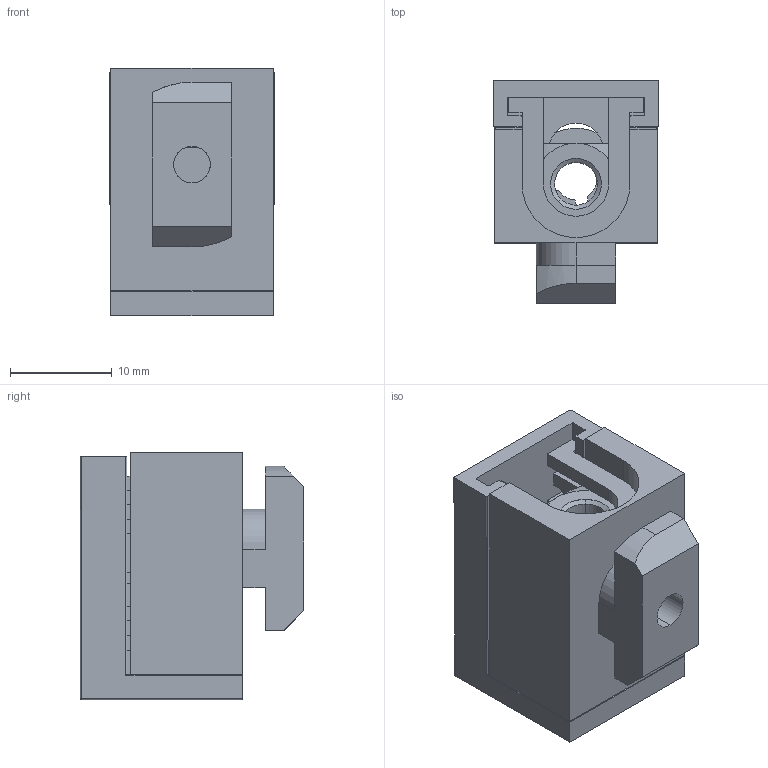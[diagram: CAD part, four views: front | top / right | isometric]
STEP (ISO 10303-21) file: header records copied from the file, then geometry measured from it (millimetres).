
FILE_DESCRIPTION (( 'STEP AP214' ), '1' );
FILE_NAME ('6228122', '2019-01-28T17:05:28', ( '' ), ('JUGARD+KÜNSTNER GmbH'), 'SwSTEP 2.0', 'SolidWorks 2017', '' );
FILE_SCHEMA (( 'AUTOMOTIVE_DESIGN' ));
Length unit declared in the file: millimetre
Products named in the file (5): 6228122; Part1; Part3; Part4; Part2
Assembly tree (4 placements, depth 2):
  6228122
    Part1
    Part3
    Part4
    Part2
Bounding box: 16.3 x 22 x 24.4 mm (x, y, z)
Volume: 4494.3 mm3; surface area: 5311.5 mm2
Topology: 4 solids, 4 shells, 182 faces, 487 edges, 314 vertices
Faces by surface type: plane 111, cylinder 51, bspline 10, cone 10
Entity records: 6175 total; most frequent: CARTESIAN_POINT 1446, ORIENTED_EDGE 974, DIRECTION 911, EDGE_CURVE 487, LINE 357, VECTOR 357, VERTEX_POINT 314, AXIS2_PLACEMENT_3D 277
